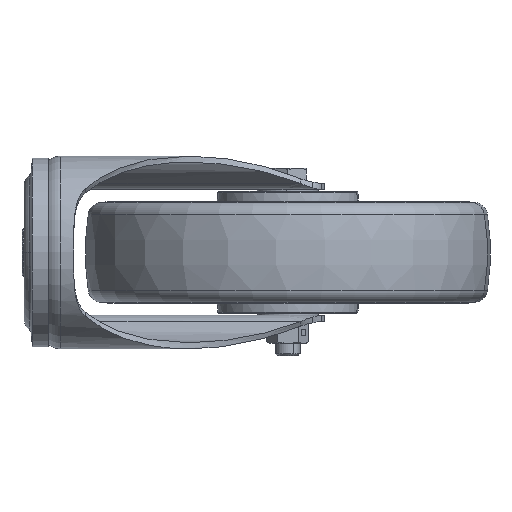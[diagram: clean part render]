
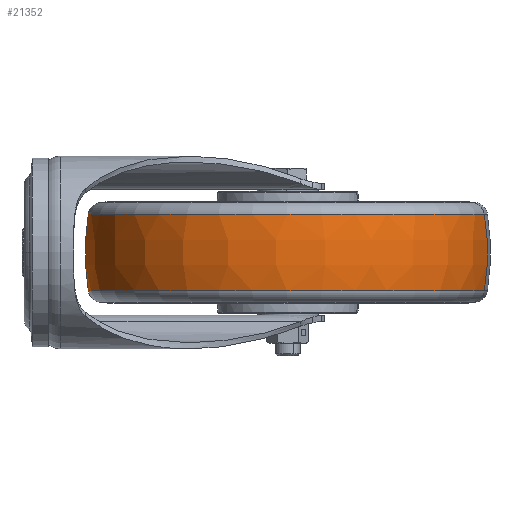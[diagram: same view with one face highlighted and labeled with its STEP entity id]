
A CAD part, left-side view. The second image highlights one B-rep face of the part: STEP entity #21352.
In plain terms, the highlighted toroidal (fillet/blend) face has major radius 10 mm and minor radius 110 mm.
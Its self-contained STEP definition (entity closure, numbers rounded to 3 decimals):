
#296 = VERTEX_POINT ( 'NONE', #17206 ) ;
#1232 = CIRCLE ( 'NONE', #20465, 98.372 ) ;
#1327 = CIRCLE ( 'NONE', #21462, 110. ) ;
#1544 = CARTESIAN_POINT ( 'NONE',  ( 37.478, -227.799, 18.854 ) ) ;
#1916 = VERTEX_POINT ( 'NONE', #1544 ) ;
#2659 = VERTEX_POINT ( 'NONE', #9478 ) ;
#3552 = TOROIDAL_SURFACE ( 'NONE', #8135, -10., 110. ) ;
#3770 = CARTESIAN_POINT ( 'NONE',  ( 55., -131., 18.854 ) ) ;
#4625 = DIRECTION ( 'NONE',  ( 0.984, -0.178, 0. ) ) ;
#6921 = CARTESIAN_POINT ( 'NONE',  ( 56.781, -121.16, 0. ) ) ;
#7786 = DIRECTION ( 'NONE',  ( -0.178, -0.984, 0. ) ) ;
#8020 = AXIS2_PLACEMENT_3D ( 'NONE', #13720, #22471, #15702 ) ;
#8135 = AXIS2_PLACEMENT_3D ( 'NONE', #17326, #24110, #26679 ) ;
#9478 = CARTESIAN_POINT ( 'NONE',  ( 72.522, -34.201, -18.854 ) ) ;
#10454 = FACE_OUTER_BOUND ( 'NONE', #11473, .T. ) ;
#10912 = DIRECTION ( 'NONE',  ( 0.178, 0.984, 0. ) ) ;
#11473 = EDGE_LOOP ( 'NONE', ( #21293, #19233, #18743, #18440 ) ) ;
#11745 = CARTESIAN_POINT ( 'NONE',  ( 37.478, -227.799, -18.854 ) ) ;
#12089 = DIRECTION ( 'NONE',  ( -0.984, 0.178, 0. ) ) ;
#12524 = DIRECTION ( 'NONE',  ( 0., 0., -1. ) ) ;
#13720 = CARTESIAN_POINT ( 'NONE',  ( 55., -131., -18.854 ) ) ;
#14667 = CARTESIAN_POINT ( 'NONE',  ( 53.219, -140.84, 0. ) ) ;
#14829 = DIRECTION ( 'NONE',  ( 0.178, 0.984, 0. ) ) ;
#15301 = EDGE_CURVE ( 'NONE', #1916, #21463, #1327, .T. ) ;
#15702 = DIRECTION ( 'NONE',  ( 0.178, 0.984, 0. ) ) ;
#17206 = CARTESIAN_POINT ( 'NONE',  ( 72.522, -34.201, 18.854 ) ) ;
#17326 = CARTESIAN_POINT ( 'NONE',  ( 55., -131., 0. ) ) ;
#18237 = AXIS2_PLACEMENT_3D ( 'NONE', #14667, #12089, #7786 ) ;
#18440 = ORIENTED_EDGE ( 'NONE', *, *, #25111, .F. ) ;
#18743 = ORIENTED_EDGE ( 'NONE', *, *, #26598, .T. ) ;
#19233 = ORIENTED_EDGE ( 'NONE', *, *, #19601, .T. ) ;
#19601 = EDGE_CURVE ( 'NONE', #1916, #296, #1232, .T. ) ;
#20079 = CIRCLE ( 'NONE', #18237, 110. ) ;
#20394 = CIRCLE ( 'NONE', #8020, 98.372 ) ;
#20465 = AXIS2_PLACEMENT_3D ( 'NONE', #3770, #12524, #14829 ) ;
#21293 = ORIENTED_EDGE ( 'NONE', *, *, #15301, .F. ) ;
#21352 = ADVANCED_FACE ( 'NONE', ( #10454 ), #3552, .T. ) ;
#21462 = AXIS2_PLACEMENT_3D ( 'NONE', #6921, #4625, #10912 ) ;
#21463 = VERTEX_POINT ( 'NONE', #11745 ) ;
#22471 = DIRECTION ( 'NONE',  ( 0., 0., -1. ) ) ;
#24110 = DIRECTION ( 'NONE',  ( 0., 0., -1. ) ) ;
#25111 = EDGE_CURVE ( 'NONE', #21463, #2659, #20394, .T. ) ;
#26598 = EDGE_CURVE ( 'NONE', #296, #2659, #20079, .T. ) ;
#26679 = DIRECTION ( 'NONE',  ( 0.178, 0.984, 0. ) ) ;
